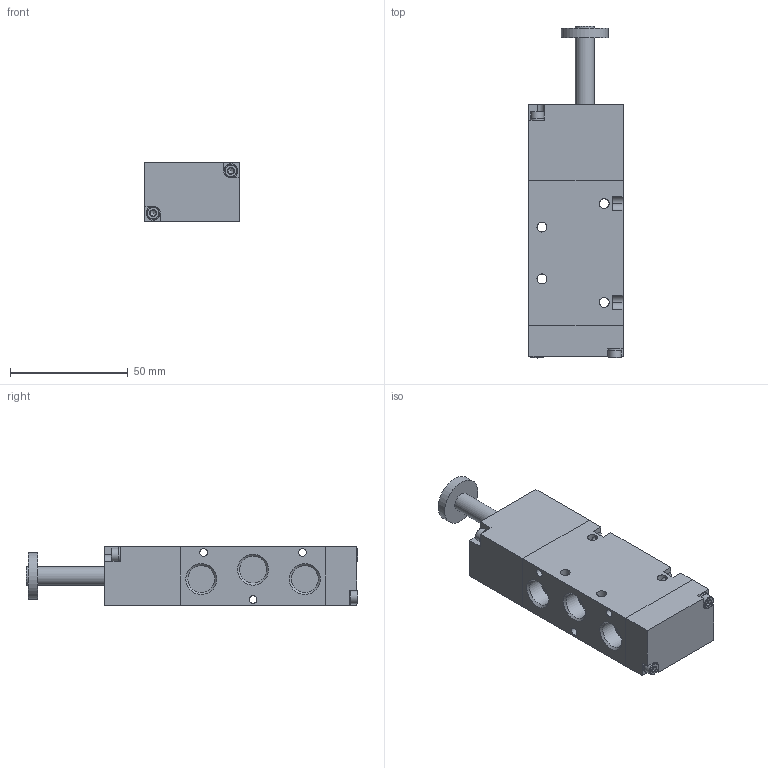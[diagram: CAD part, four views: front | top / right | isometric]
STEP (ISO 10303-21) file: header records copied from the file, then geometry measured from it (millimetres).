
FILE_DESCRIPTION(/* description */ ('Alibre Inc.'),/* implementation_level */ '2;1');
FILE_NAME(/* name */ 'export-B6D55A44-5F52-4D17-B73B-30F6E96E6A98',/* time_stamp */ '2020-07-30T13:23:06+02:00',/* author */ (''),/* organization */ (''),/* preprocessor_version */ 'ST-DEVELOPER v17',/* originating_system */ 'Alibre',/* authorisation */ '');
FILE_SCHEMA (('AUTOMOTIVE_DESIGN'));
Length unit declared in the file: millimetre
Bounding box: 40 x 141.1 x 25 mm (x, y, z)
Volume: 102829.3 mm3; surface area: 26227.8 mm2
Topology: 11 solids, 11 shells, 201 faces, 511 edges, 346 vertices
Faces by surface type: plane 121, cylinder 46, cone 22, torus 12
Full cylindrical faces by diameter (mm): 3 x8, 3.3 x5, 4.134 x1, 4.2 x4, 5.4 x1, 5.5 x4, 6 x4, 8 x2, 11.445 x5, 20 x1
Entity records: 4225 total; most frequent: CARTESIAN_POINT 1024, ORIENTED_EDGE 588, DIRECTION 580, EDGE_CURVE 294, AXIS2_PLACEMENT_3D 242, VERTEX_POINT 199, VECTOR 169, LINE 169
